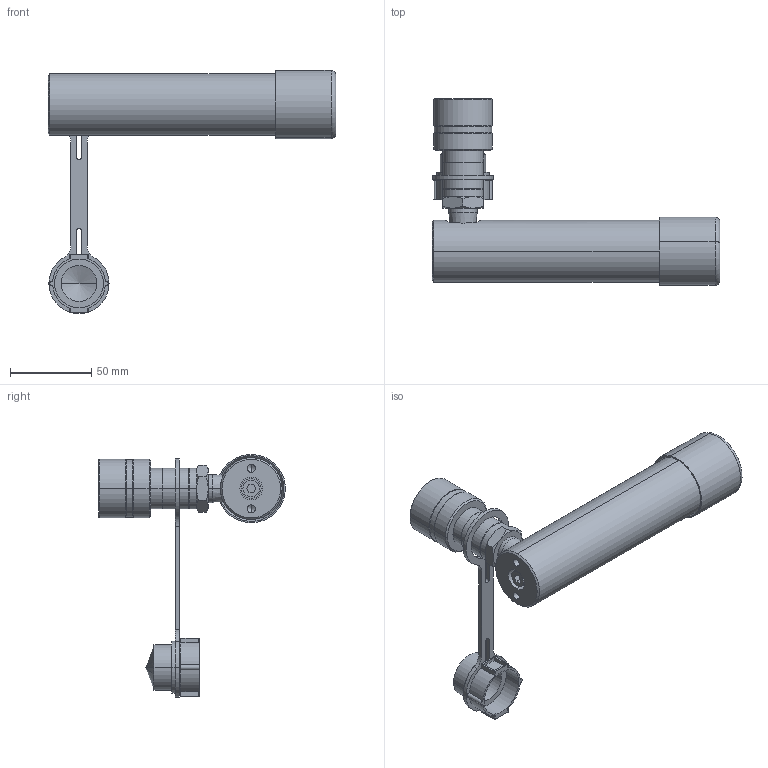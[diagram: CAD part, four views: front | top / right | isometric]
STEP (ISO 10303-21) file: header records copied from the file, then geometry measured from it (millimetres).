
FILE_DESCRIPTION (( 'STEP AP214' ), '1' );
FILE_NAME ('HSS54.STEP', '2017-06-20T10:33:28', ( '' ), ( '' ), 'SwSTEP 2.0', 'SolidWorks 2017', '' );
FILE_SCHEMA (( 'AUTOMOTIVE_DESIGN' ));
Length unit declared in the file: millimetre
Products named in the file (17): SOCKET CAP HEAD SCREWS_BLC006JC040; SIC011TB003; SPC017S#00#_SPC017SE003; PPC1; CF1; SRC024SC001; PRC029A#00#_PRC029AE001; CBC029S#00#_CBC029SE001; HSS54; O-RING_SEC017RF001; HA5; WAC006EB000; PTP038TP005; SOCKET CAP HEAD SCREWS_BLC006JD020; SFC010TA001; PWB WIPER_SEC024XE001; PISTON TEE SEAL_SEC029GA001
Assembly tree (18 placements, depth 2):
  HSS54
    CBC029S#00#_CBC029SE001
    PRC029A#00#_PRC029AE001
    SRC024SC001
    CF1
    PPC1
    SPC017S#00#_SPC017SE003
    SIC011TB003  x2
    SOCKET CAP HEAD SCREWS_BLC006JC040
    PISTON TEE SEAL_SEC029GA001
    PWB WIPER_SEC024XE001
    SFC010TA001
    SOCKET CAP HEAD SCREWS_BLC006JD020
    PTP038TP005
    WAC006EB000  x2
    HA5
    O-RING_SEC017RF001
Bounding box: 177 x 114.76 x 149.46 mm (x, y, z)
Volume: 221665 mm3; surface area: 128315.1 mm2
Topology: 18 solids, 18 shells, 461 faces, 1033 edges, 646 vertices
Faces by surface type: cylinder 190, plane 131, cone 96, torus 34, bspline 10
Entity records: 26072 total; most frequent: CARTESIAN_POINT 14751, DIRECTION 2257, ORIENTED_EDGE 1914, EDGE_CURVE 957, AXIS2_PLACEMENT_3D 944, VERTEX_POINT 602, EDGE_LOOP 505, CIRCLE 497
